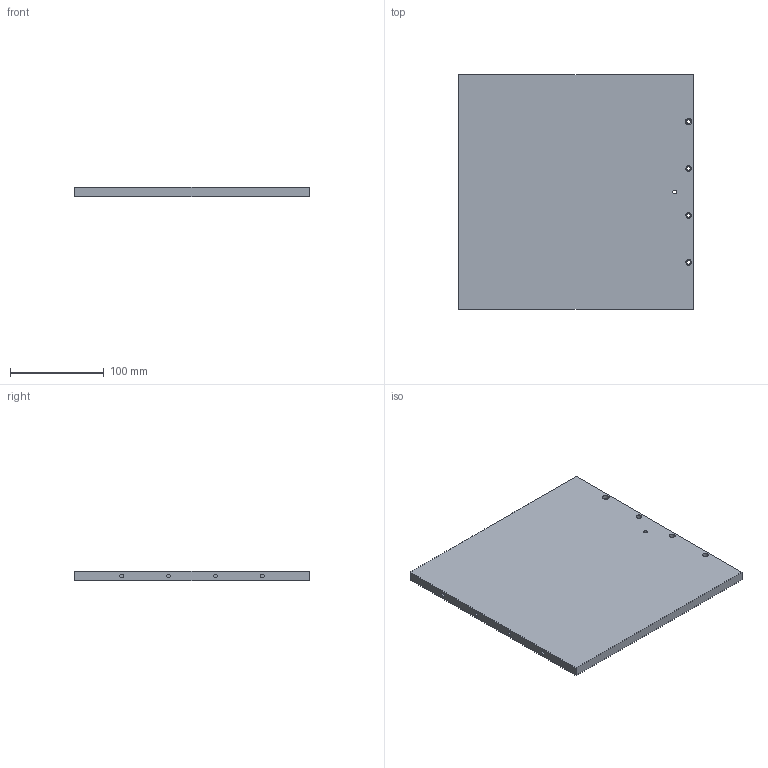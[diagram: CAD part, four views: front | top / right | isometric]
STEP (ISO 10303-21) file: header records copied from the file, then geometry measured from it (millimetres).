
FILE_DESCRIPTION (( 'STEP AP203' ), '1' );
FILE_NAME ('SidePanel_V2.STEP', '2019-08-14T16:25:45', ( '' ), ( '' ), 'SwSTEP 2.0', 'SolidWorks 2018', '' );
FILE_SCHEMA (( 'CONFIG_CONTROL_DESIGN' ));
Length unit declared in the file: millimetre
Products named in the file (1): SidePanel_V2
Bounding box: 250 x 250 x 10 mm (x, y, z)
Volume: 623074.2 mm3; surface area: 136621.1 mm2
Topology: 1 solids, 1 shells, 40 faces, 90 edges, 60 vertices
Faces by surface type: cylinder 26, plane 14
Entity records: 1243 total; most frequent: DIRECTION 224, CARTESIAN_POINT 191, ORIENTED_EDGE 180, AXIS2_PLACEMENT_3D 93, EDGE_CURVE 90, VERTEX_POINT 60, EDGE_LOOP 58, CIRCLE 52
